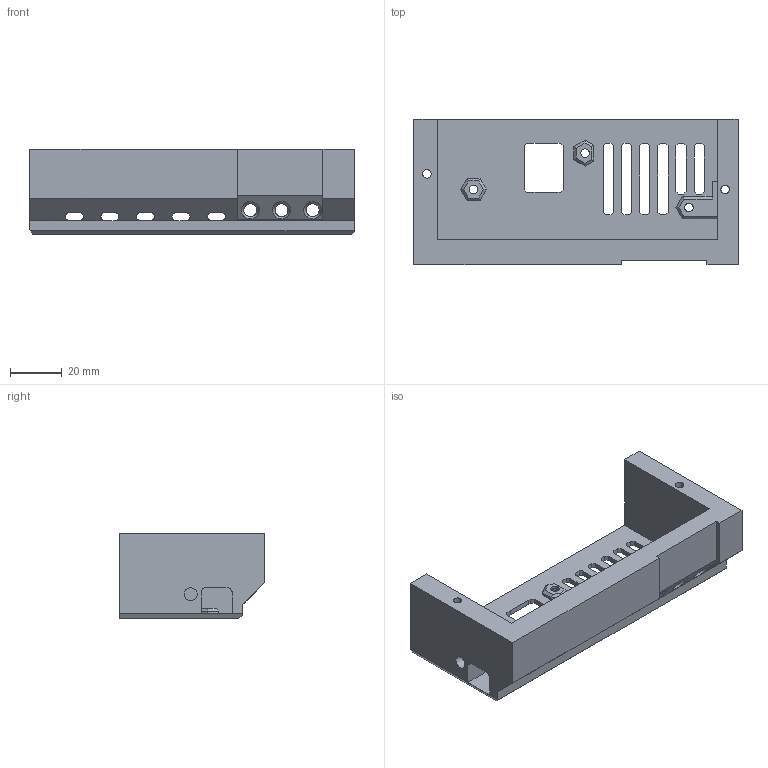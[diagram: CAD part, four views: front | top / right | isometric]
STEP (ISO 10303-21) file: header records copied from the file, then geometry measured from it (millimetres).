
FILE_DESCRIPTION(/* description */ (''),/* implementation_level */ '2;1');
FILE_NAME(/* name */ 'mmu2-dip-ele-cover_v2.step',/* time_stamp */ '2022-07-11T09:18:30-07:00',/* author */ ('thisiskeithb'),/* organization */ (''),/* preprocessor_version */ 'ST-DEVELOPER v19',/* originating_system */ 'Autodesk Translation Framework v11.7.0.108',/* authorisation */ '');
FILE_SCHEMA (('AUTOMOTIVE_DESIGN { 1 0 10303 214 3 1 1 }'));
Length unit declared in the file: millimetre
Products named in the file (221): mmu2-dip-ele-cover_v2; cylinder003; cube; cylinder005; cylinder011; cube022; cube027; prism016; prism017; cube011; cylinder018; cube013; cube032; cylinder025; cube043; difference006; union005; Group007; cylinder024; cube048; cube049; text; cube026; cube050; cylinder015; Line001; Line; Line002; Line006; cylinder002; cube007; Line003; Line004; Line005; Line007; Line010; Line008; Line009; Line011; Line012 ...
Assembly tree (220 placements, depth 2):
  mmu2-dip-ele-cover_v2
    cylinder003
    cube
    cylinder005
    cylinder011
    cube022
    cube027
    prism016
    prism017
    cube011
    cylinder018
    cube013
    cube032
    cylinder025
    cube043
    difference006
    union005
    Group007
    cylinder024
    cube048
    cube049
    text
    cube026
    cube050
    cylinder015
    Line001
    Line
    Line002
    Line006
    cylinder002
    cube007
    Line003
    Line004
    Line005
    Line007
    Line010
    Line008
    Line009
    Line011
    Line012
    Line013
    Line014
    Line016
    Line018
    Line021
    Line015
    Line017
    Line019
    Line020
    Line022
    Line025
    Line023
    Line024
    Line026
    Line027
    Line028
    Line029
    Line036
    Line030
    Line031
Bounding box: 125 x 56 x 33 mm (x, y, z)
Volume: 59227.8 mm3; surface area: 28196 mm2
Topology: 1 solids, 1 shells, 312 faces, 832 edges, 525 vertices
Faces by surface type: plane 284, cylinder 23, bspline 3, cone 2
Full cylindrical faces by diameter (mm): 3.3 x5, 5 x4, 6.2 x2
Entity records: 16628 total; most frequent: DIRECTION 2393, CARTESIAN_POINT 2374, ORIENTED_EDGE 1664, EDGE_CURVE 832, AXIS2_PLACEMENT_3D 820, LINE 753, VECTOR 753, VERTEX_POINT 525
